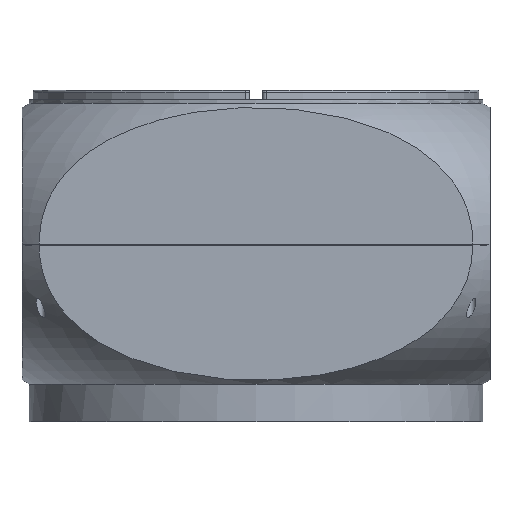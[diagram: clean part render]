
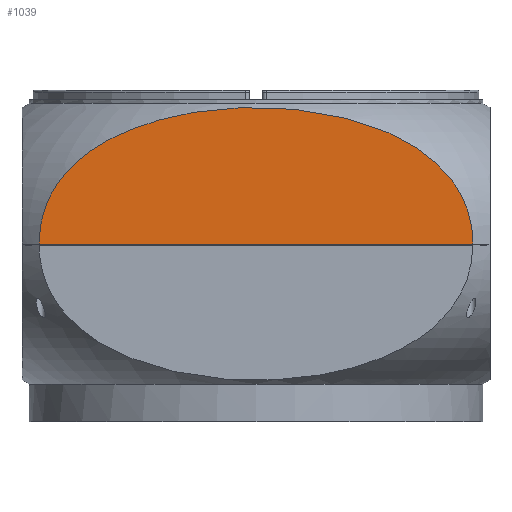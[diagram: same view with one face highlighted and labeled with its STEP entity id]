
A CAD part, left-side view. The second image highlights one B-rep face of the part: STEP entity #1039.
In plain terms, the highlighted planar face has unit normal (-1, 0, 0).
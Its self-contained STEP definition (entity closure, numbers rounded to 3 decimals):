
#286=LINE('',#6530,#510);
#510=VECTOR('',#4829,1.);
#704=PLANE('',#4168);
#837=FACE_OUTER_BOUND('',#1572,.T.);
#1039=ADVANCED_FACE('',(#837),#704,.T.);
#1271=B_SPLINE_CURVE_WITH_KNOTS('',3,(#6494,#6495,#6496,#6497,#6498,#6499,
#6500,#6501,#6502,#6503,#6504,#6505,#6506,#6507,#6508,#6509,#6510,#6511,
#6512,#6513,#6514,#6515,#6516,#6517,#6518,#6519,#6520,#6521,#6522,#6523,
#6524,#6525,#6526,#6527),.UNSPECIFIED.,.F.,.F.,(4,2,2,2,2,2,2,2,2,2,2,2,
2,2,2,2,4),(0.,0.063,0.125,0.188,0.25,0.313,0.375,0.5,0.625,0.688,0.75,
0.813,0.875,0.906,0.938,0.969,1.),.UNSPECIFIED.);
#1572=EDGE_LOOP('',(#2137,#2138));
#2137=ORIENTED_EDGE('',*,*,#3441,.F.);
#2138=ORIENTED_EDGE('',*,*,#3442,.F.);
#3018=VERTEX_POINT('',#6528);
#3019=VERTEX_POINT('',#6529);
#3441=EDGE_CURVE('',#3018,#3019,#1271,.T.);
#3442=EDGE_CURVE('',#3019,#3018,#286,.T.);
#4168=AXIS2_PLACEMENT_3D('',#6531,#4830,#4831);
#4829=DIRECTION('',(0.,1.,0.));
#4830=DIRECTION('',(-1.,0.,0.));
#4831=DIRECTION('',(0.,0.,1.));
#6494=CARTESIAN_POINT('',(-125.,115.902,-0.114));
#6495=CARTESIAN_POINT('',(-125.,115.902,6.301));
#6496=CARTESIAN_POINT('',(-125.,114.92,12.551));
#6497=CARTESIAN_POINT('',(-125.,110.721,24.678));
#6498=CARTESIAN_POINT('',(-125.,107.621,30.207));
#6499=CARTESIAN_POINT('',(-125.,99.705,40.275));
#6500=CARTESIAN_POINT('',(-125.,95.068,44.601));
#6501=CARTESIAN_POINT('',(-125.,84.887,52.162));
#6502=CARTESIAN_POINT('',(-125.,79.331,55.386));
#6503=CARTESIAN_POINT('',(-125.,67.943,60.809));
#6504=CARTESIAN_POINT('',(-125.,62.048,63.049));
#6505=CARTESIAN_POINT('',(-125.,49.95,66.798));
#6506=CARTESIAN_POINT('',(-125.,43.749,68.299));
#6507=CARTESIAN_POINT('',(-125.,25.174,71.797));
#6508=CARTESIAN_POINT('',(-125.,12.676,72.871));
#6509=CARTESIAN_POINT('',(-125.,-12.519,72.881));
#6510=CARTESIAN_POINT('',(-125.,-25.24,71.787));
#6511=CARTESIAN_POINT('',(-125.,-43.769,68.294));
#6512=CARTESIAN_POINT('',(-125.,-49.88,66.816));
#6513=CARTESIAN_POINT('',(-125.,-61.942,63.086));
#6514=CARTESIAN_POINT('',(-125.,-67.93,60.816));
#6515=CARTESIAN_POINT('',(-125.,-79.364,55.37));
#6516=CARTESIAN_POINT('',(-125.,-84.841,52.194));
#6517=CARTESIAN_POINT('',(-125.,-95.098,44.58));
#6518=CARTESIAN_POINT('',(-125.,-99.711,40.262));
#6519=CARTESIAN_POINT('',(-125.,-105.608,32.77));
#6520=CARTESIAN_POINT('',(-125.,-107.4,30.092));
#6521=CARTESIAN_POINT('',(-125.,-110.466,24.552));
#6522=CARTESIAN_POINT('',(-125.,-111.76,21.667));
#6523=CARTESIAN_POINT('',(-125.,-113.847,15.661));
#6524=CARTESIAN_POINT('',(-125.,-114.633,12.533));
#6525=CARTESIAN_POINT('',(-125.,-115.656,6.262));
#6526=CARTESIAN_POINT('',(-125.,-115.902,3.091));
#6527=CARTESIAN_POINT('',(-125.,-115.902,-0.114));
#6528=CARTESIAN_POINT('',(-125.,115.902,-0.114));
#6529=CARTESIAN_POINT('',(-125.,-115.902,-0.114));
#6530=CARTESIAN_POINT('',(-125.,0.,-0.114));
#6531=CARTESIAN_POINT('',(-125.,125.,-47.));
